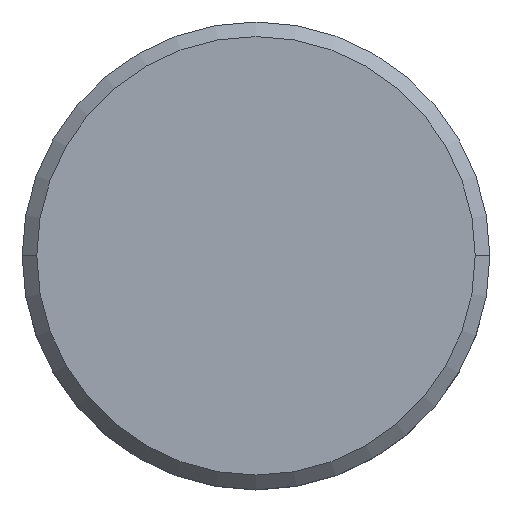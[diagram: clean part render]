
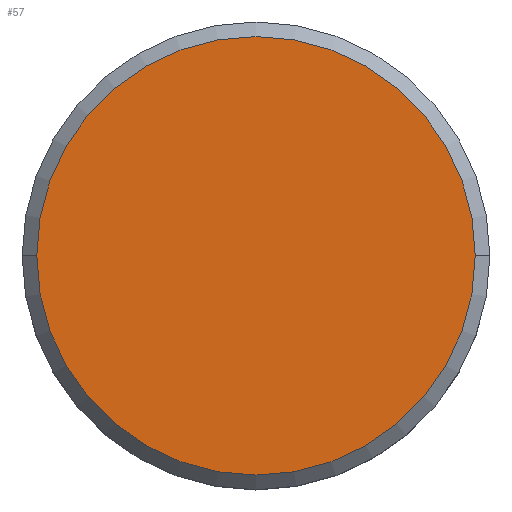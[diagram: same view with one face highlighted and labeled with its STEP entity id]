
A CAD part, top view. The second image highlights one B-rep face of the part: STEP entity #57.
In plain terms, the highlighted planar face has unit normal (0, 0, 1).
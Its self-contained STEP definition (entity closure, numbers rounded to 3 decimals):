
#3 = CIRCLE ( 'NONE', #207, 7.5 ) ;
#45 = VERTEX_POINT ( 'NONE', #109 ) ;
#57 = ADVANCED_FACE ( 'NONE', ( #352 ), #144, .T. ) ;
#70 = CIRCLE ( 'NONE', #423, 7.5 ) ;
#109 = CARTESIAN_POINT ( 'NONE',  ( -7.5, 0., 0. ) ) ;
#144 = PLANE ( 'NONE',  #235 ) ;
#173 = DIRECTION ( 'NONE',  ( 0., 0., 1. ) ) ;
#177 = CARTESIAN_POINT ( 'NONE',  ( 0., 0., 0. ) ) ;
#181 = DIRECTION ( 'NONE',  ( 0., 0., 1. ) ) ;
#193 = ORIENTED_EDGE ( 'NONE', *, *, #291, .T. ) ;
#205 = DIRECTION ( 'NONE',  ( 0., 0., 1. ) ) ;
#207 = AXIS2_PLACEMENT_3D ( 'NONE', #270, #205, #379 ) ;
#233 = EDGE_CURVE ( 'NONE', #45, #345, #3, .T. ) ;
#235 = AXIS2_PLACEMENT_3D ( 'NONE', #177, #181, #458 ) ;
#270 = CARTESIAN_POINT ( 'NONE',  ( 0., 0., 0. ) ) ;
#278 = CARTESIAN_POINT ( 'NONE',  ( 0., 0., 0. ) ) ;
#283 = EDGE_LOOP ( 'NONE', ( #339, #193 ) ) ;
#291 = EDGE_CURVE ( 'NONE', #345, #45, #70, .T. ) ;
#314 = CARTESIAN_POINT ( 'NONE',  ( 7.5, 0., 0. ) ) ;
#317 = DIRECTION ( 'NONE',  ( 1., 0., 0. ) ) ;
#339 = ORIENTED_EDGE ( 'NONE', *, *, #233, .T. ) ;
#345 = VERTEX_POINT ( 'NONE', #314 ) ;
#352 = FACE_OUTER_BOUND ( 'NONE', #283, .T. ) ;
#379 = DIRECTION ( 'NONE',  ( 1., 0., 0. ) ) ;
#423 = AXIS2_PLACEMENT_3D ( 'NONE', #278, #173, #317 ) ;
#458 = DIRECTION ( 'NONE',  ( 1., 0., 0. ) ) ;
